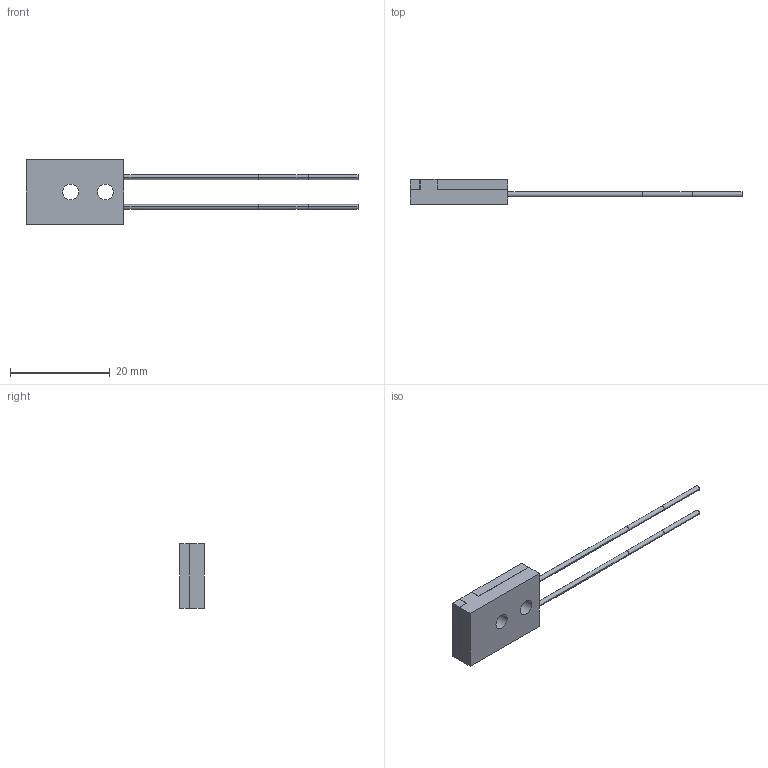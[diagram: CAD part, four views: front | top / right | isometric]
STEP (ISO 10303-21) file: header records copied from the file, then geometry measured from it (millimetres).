
FILE_DESCRIPTION((''),'2;1');
FILE_NAME('166392_ASM','2014-04-18T',('pdmadmin'),(''),'PRO/ENGINEER BY PARAMETRIC TECHNOLOGY CORPORATION, 2013230','PRO/ENGINEER BY PARAMETRIC TECHNOLOGY CORPORATION, 2013230','');
FILE_SCHEMA(('CONFIG_CONTROL_DESIGN'));
Length unit declared in the file: millimetre
Products named in the file (4): 12789_1; 58146; 12789_2; 166392_ASM
Assembly tree (4 placements, depth 2):
  166392_ASM
    12789_1
    58146  x2
    12789_2
Bounding box: 66.65 x 5 x 13 mm (x, y, z)
Volume: 1225.4 mm3; surface area: 1902.9 mm2
Topology: 4 solids, 6 shells, 81 faces, 196 edges, 124 vertices
Faces by surface type: plane 43, cylinder 26, bspline 8, cone 4
Entity records: 2288 total; most frequent: CARTESIAN_POINT 537, DIRECTION 350, ORIENTED_EDGE 332, EDGE_CURVE 168, VECTOR 124, LINE 124, AXIS2_PLACEMENT_3D 113, VERTEX_POINT 108
